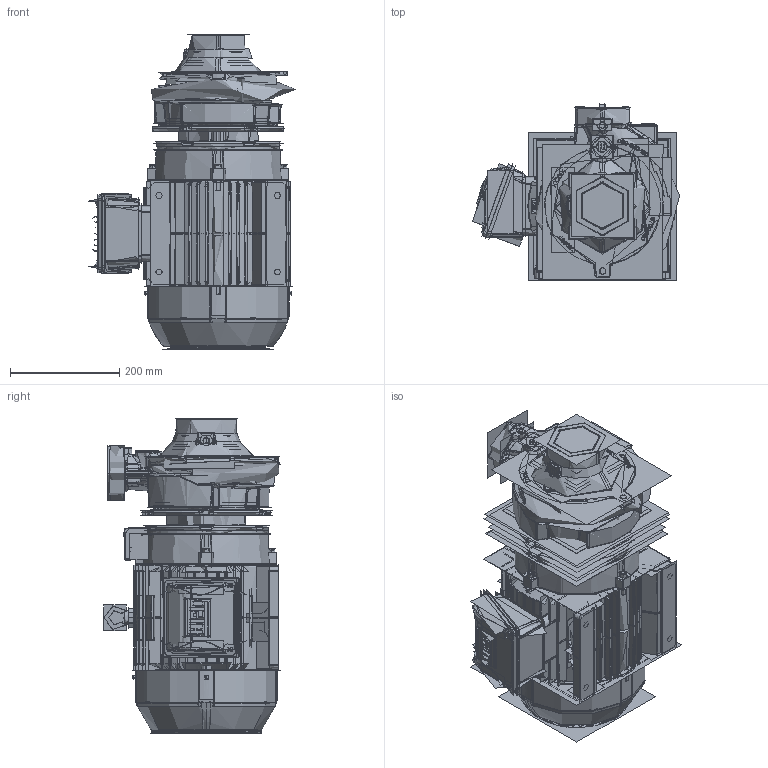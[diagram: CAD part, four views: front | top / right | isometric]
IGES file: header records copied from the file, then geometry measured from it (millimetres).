
Start section:  PTC IGES file: 87233530-00.igs
Global section: file name: 87233530-00.igs; native system: Creo Parametric by PTC Inc.; preprocessor: 2021063; author: santl04; organization: Unknown; date: 20220209.145154; units: millimetre
Bounding box: 379.33 x 323.45 x 576.46 mm (x, y, z)
Volume: 38891646.4 mm3; surface area: 14496780.6 mm2
Topology: 24 solids, 38 shells, 10110 faces, 54681 edges, 71479 vertices
Faces by surface type: bspline 8288, revolution 1822
